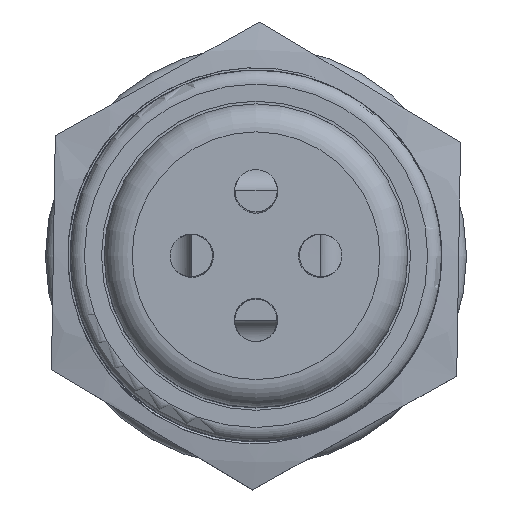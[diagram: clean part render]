
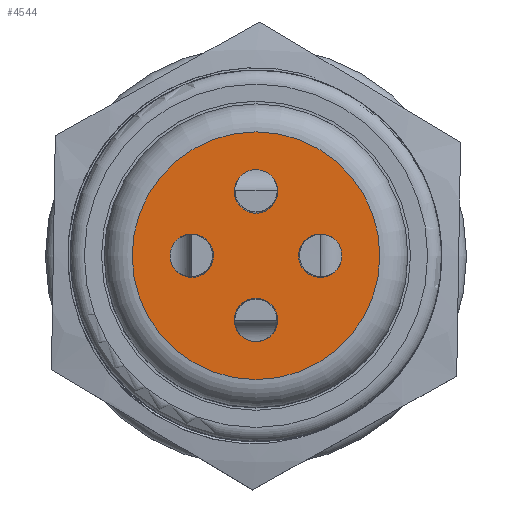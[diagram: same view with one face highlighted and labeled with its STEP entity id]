
A CAD part, top view. The second image highlights one B-rep face of the part: STEP entity #4544.
In plain terms, the highlighted planar face has unit normal (0, 0, 1).
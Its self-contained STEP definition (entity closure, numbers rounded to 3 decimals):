
#79=ELLIPSE('',#4897,1.161,1.161);
#80=ELLIPSE('',#4898,1.161,1.161);
#90=ELLIPSE('',#4918,1.161,1.161);
#91=ELLIPSE('',#4919,1.161,1.161);
#101=ELLIPSE('',#4939,1.161,1.161);
#111=ELLIPSE('',#4959,1.161,1.161);
#163=FACE_BOUND('',#1044,.T.);
#164=FACE_BOUND('',#1045,.T.);
#165=FACE_BOUND('',#1046,.T.);
#166=FACE_BOUND('',#1047,.T.);
#295=PLANE('',#4985);
#430=CIRCLE('',#4986,6.631);
#431=CIRCLE('',#4987,6.631);
#782=FACE_OUTER_BOUND('',#1043,.T.);
#1043=EDGE_LOOP('',(#3594,#3595));
#1044=EDGE_LOOP('',(#3596,#3597));
#1045=EDGE_LOOP('',(#3598,#3599));
#1046=EDGE_LOOP('',(#3600));
#1047=EDGE_LOOP('',(#3601));
#1887=VERTEX_POINT('',#13662);
#1888=VERTEX_POINT('',#13663);
#1904=VERTEX_POINT('',#13723);
#1905=VERTEX_POINT('',#13724);
#1921=VERTEX_POINT('',#13784);
#1937=VERTEX_POINT('',#13843);
#1958=VERTEX_POINT('',#13915);
#1959=VERTEX_POINT('',#13916);
#2442=EDGE_CURVE('',#1887,#1888,#79,.T.);
#2443=EDGE_CURVE('',#1888,#1887,#80,.T.);
#2469=EDGE_CURVE('',#1904,#1905,#90,.T.);
#2470=EDGE_CURVE('',#1905,#1904,#91,.T.);
#2496=EDGE_CURVE('',#1921,#1921,#101,.T.);
#2522=EDGE_CURVE('',#1937,#1937,#111,.T.);
#2554=EDGE_CURVE('',#1958,#1959,#430,.T.);
#2555=EDGE_CURVE('',#1959,#1958,#431,.T.);
#3594=ORIENTED_EDGE('',*,*,#2554,.F.);
#3595=ORIENTED_EDGE('',*,*,#2555,.F.);
#3596=ORIENTED_EDGE('',*,*,#2442,.T.);
#3597=ORIENTED_EDGE('',*,*,#2443,.T.);
#3598=ORIENTED_EDGE('',*,*,#2469,.T.);
#3599=ORIENTED_EDGE('',*,*,#2470,.T.);
#3600=ORIENTED_EDGE('',*,*,#2496,.T.);
#3601=ORIENTED_EDGE('',*,*,#2522,.T.);
#4544=ADVANCED_FACE('',(#782,#163,#164,#165,#166),#295,.T.);
#4897=AXIS2_PLACEMENT_3D('',#13664,#5692,#5693);
#4898=AXIS2_PLACEMENT_3D('',#13665,#5694,#5695);
#4918=AXIS2_PLACEMENT_3D('',#13725,#5745,#5746);
#4919=AXIS2_PLACEMENT_3D('',#13726,#5747,#5748);
#4939=AXIS2_PLACEMENT_3D('',#13785,#5798,#5799);
#4959=AXIS2_PLACEMENT_3D('',#13844,#5849,#5850);
#4985=AXIS2_PLACEMENT_3D('',#13914,#5913,#5914);
#4986=AXIS2_PLACEMENT_3D('',#13917,#5915,#5916);
#4987=AXIS2_PLACEMENT_3D('',#13918,#5917,#5918);
#5692=DIRECTION('center_axis',(0.,0.,-1.));
#5693=DIRECTION('ref_axis',(-1.,0.,0.));
#5694=DIRECTION('center_axis',(0.,0.,-1.));
#5695=DIRECTION('ref_axis',(-1.,0.,0.));
#5745=DIRECTION('center_axis',(0.,0.,-1.));
#5746=DIRECTION('ref_axis',(0.,1.,0.));
#5747=DIRECTION('center_axis',(0.,0.,-1.));
#5748=DIRECTION('ref_axis',(0.,1.,0.));
#5798=DIRECTION('center_axis',(0.,0.,-1.));
#5799=DIRECTION('ref_axis',(-1.,0.,0.));
#5849=DIRECTION('center_axis',(0.,0.,-1.));
#5850=DIRECTION('ref_axis',(0.,1.,0.));
#5913=DIRECTION('center_axis',(0.,0.,1.));
#5914=DIRECTION('ref_axis',(1.,0.,0.));
#5915=DIRECTION('center_axis',(0.,0.,-1.));
#5916=DIRECTION('ref_axis',(1.,0.,0.));
#5917=DIRECTION('center_axis',(0.,0.,-1.));
#5918=DIRECTION('ref_axis',(1.,0.,0.));
#13662=CARTESIAN_POINT('',(4.6,0.,8.269));
#13663=CARTESIAN_POINT('',(2.279,0.,8.269));
#13664=CARTESIAN_POINT('Origin',(3.439,0.,
8.269));
#13665=CARTESIAN_POINT('Origin',(3.439,0.,
8.269));
#13723=CARTESIAN_POINT('',(0.,-4.6,8.269));
#13724=CARTESIAN_POINT('',(0.,-2.279,8.269));
#13725=CARTESIAN_POINT('Origin',(0.,-3.439,
8.269));
#13726=CARTESIAN_POINT('Origin',(0.,-3.439,
8.269));
#13784=CARTESIAN_POINT('',(-2.279,0.,8.269));
#13785=CARTESIAN_POINT('Origin',(-3.439,0.,
8.269));
#13843=CARTESIAN_POINT('',(0.,2.279,8.269));
#13844=CARTESIAN_POINT('Origin',(0.,3.439,8.269));
#13914=CARTESIAN_POINT('Origin',(0.,6.631,8.269));
#13915=CARTESIAN_POINT('',(0.,6.631,8.269));
#13916=CARTESIAN_POINT('',(6.631,0.,8.269));
#13917=CARTESIAN_POINT('Origin',(0.,0.,8.269));
#13918=CARTESIAN_POINT('Origin',(0.,0.,8.269));
